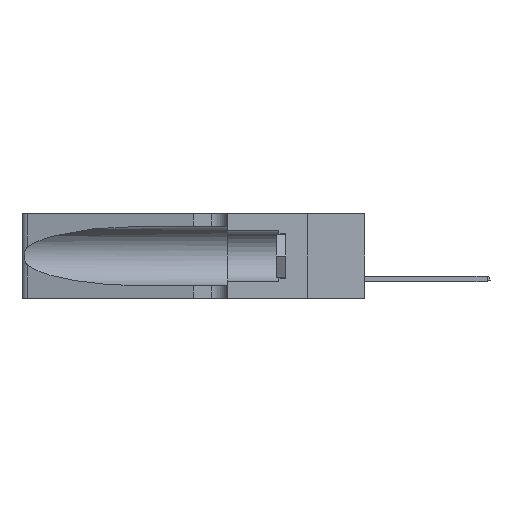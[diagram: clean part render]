
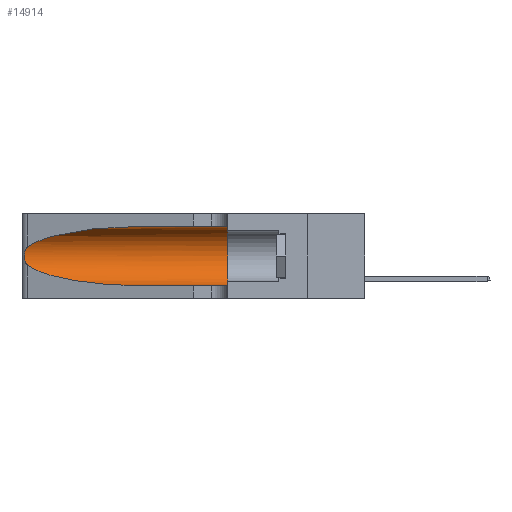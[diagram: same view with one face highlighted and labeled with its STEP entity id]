
A CAD part, left-side view. The second image highlights one B-rep face of the part: STEP entity #14914.
In plain terms, the highlighted cylindrical face has radius 3.308 mm (diameter 6.617 mm), a partial arc.
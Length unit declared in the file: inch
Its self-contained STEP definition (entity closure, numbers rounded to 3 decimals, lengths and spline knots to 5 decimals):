
#361 = CARTESIAN_POINT ( 'NONE',  ( 0.1305, 0.72297, 0.31525 ) ) ;
#617 = CARTESIAN_POINT ( 'NONE',  ( 0.25854, 1.2359, 0.20912 ) ) ;
#728 = CARTESIAN_POINT ( 'NONE',  ( 0.25487, 1.22718, 0.14631 ) ) ;
#1663 =( BOUNDED_CURVE ( )  B_SPLINE_CURVE ( 3, ( #20818, #11409, #27874, #25664 ),
 .UNSPECIFIED., .F., .T. ) 
 B_SPLINE_CURVE_WITH_KNOTS ( ( 4, 4 ),
 ( 3.44316, 4.71239 ),
 .UNSPECIFIED. ) 
 CURVE ( )  GEOMETRIC_REPRESENTATION_ITEM ( )  RATIONAL_B_SPLINE_CURVE ( ( 1., 0.87, 0.87, 1. ) ) 
 REPRESENTATION_ITEM ( '' )  );
#2669 = VERTEX_POINT ( 'NONE', #7206 ) ;
#2681 = CARTESIAN_POINT ( 'NONE',  ( 0.1305, 1.61858, 0.05475 ) ) ;
#2856 = AXIS2_PLACEMENT_3D ( 'NONE', #18826, #21458, #14633 ) ;
#2969 = CARTESIAN_POINT ( 'NONE',  ( 0.2373, 1.15595, 0.28018 ) ) ;
#3112 = CARTESIAN_POINT ( 'NONE',  ( 0.25789, 1.23486, 0.15765 ) ) ;
#3866 = EDGE_CURVE ( 'NONE', #24635, #27856, #28273, .T. ) ;
#4394 = VERTEX_POINT ( 'NONE', #21641 ) ;
#4901 = CARTESIAN_POINT ( 'NONE',  ( 0.25487, 1.22718, 0.14631 ) ) ;
#5138 = CARTESIAN_POINT ( 'NONE',  ( 0.18966, 0.96281, 0.31525 ) ) ;
#5532 = ORIENTED_EDGE ( 'NONE', *, *, #16410, .T. ) ;
#7206 = CARTESIAN_POINT ( 'NONE',  ( 0.1305, 0.35, 0.31525 ) ) ;
#7745 = CARTESIAN_POINT ( 'NONE',  ( 0.25639, 1.23186, 0.15144 ) ) ;
#8022 = CYLINDRICAL_SURFACE ( 'NONE', #14398, 0.13025 ) ;
#8079 = CARTESIAN_POINT ( 'NONE',  ( 0.25856, 1.23593, 0.16098 ) ) ;
#9799 = ORIENTED_EDGE ( 'NONE', *, *, #19525, .F. ) ;
#10131 = LINE ( 'NONE', #2681, #28317 ) ;
#10252 = CARTESIAN_POINT ( 'NONE',  ( 0.26075, 1.23896, 0.19203 ) ) ;
#10796 = DIRECTION ( 'NONE',  ( 0., 0., -1. ) ) ;
#11198 = EDGE_CURVE ( 'NONE', #2669, #14189, #18973, .T. ) ;
#11381 = ORIENTED_EDGE ( 'NONE', *, *, #3866, .T. ) ;
#11409 = CARTESIAN_POINT ( 'NONE',  ( 0.2373, 1.15595, 0.08982 ) ) ;
#11630 = EDGE_LOOP ( 'NONE', ( #5532, #11381, #11642, #16970, #12300, #9799 ) ) ;
#11642 = ORIENTED_EDGE ( 'NONE', *, *, #29660, .T. ) ;
#12300 = ORIENTED_EDGE ( 'NONE', *, *, #11198, .F. ) ;
#12458 = CARTESIAN_POINT ( 'NONE',  ( 0.26075, 1.23896, 0.178 ) ) ;
#12560 = CARTESIAN_POINT ( 'NONE',  ( 0.25555, 1.22993, 0.14849 ) ) ;
#12577 = CARTESIAN_POINT ( 'NONE',  ( 0.1305, 0.72297, 0.05475 ) ) ;
#12710 =( BOUNDED_CURVE ( )  B_SPLINE_CURVE ( 3, ( #361, #5138, #2969, #19582 ),
 .UNSPECIFIED., .F., .F. ) 
 B_SPLINE_CURVE_WITH_KNOTS ( ( 4, 4 ),
 ( 1.5708, 2.84003 ),
 .UNSPECIFIED. ) 
 CURVE ( )  GEOMETRIC_REPRESENTATION_ITEM ( )  RATIONAL_B_SPLINE_CURVE ( ( 1., 0.87, 0.87, 1. ) ) 
 REPRESENTATION_ITEM ( '' )  );
#12988 = CARTESIAN_POINT ( 'NONE',  ( 0.1305, 1.61858, 0.185 ) ) ;
#14189 = VERTEX_POINT ( 'NONE', #24490 ) ;
#14398 = AXIS2_PLACEMENT_3D ( 'NONE', #12988, #15343, #10796 ) ;
#14633 = DIRECTION ( 'NONE',  ( 0., 0., 1. ) ) ;
#14914 = ADVANCED_FACE ( 'NONE', ( #27733 ), #8022, .F. ) ;
#15015 = CARTESIAN_POINT ( 'NONE',  ( 0.25787, 1.23484, 0.2124 ) ) ;
#15120 = CARTESIAN_POINT ( 'NONE',  ( 0.26017, 1.23833, 0.17102 ) ) ;
#15343 = DIRECTION ( 'NONE',  ( 0., -1., 0. ) ) ;
#16410 = EDGE_CURVE ( 'NONE', #4394, #24635, #12710, .T. ) ;
#16803 = CARTESIAN_POINT ( 'NONE',  ( 0.25487, 1.22718, 0.22369 ) ) ;
#16970 = ORIENTED_EDGE ( 'NONE', *, *, #18927, .T. ) ;
#17201 = CARTESIAN_POINT ( 'NONE',  ( 0.25487, 1.22718, 0.22369 ) ) ;
#18826 = CARTESIAN_POINT ( 'NONE',  ( 0.1305, 0.35, 0.185 ) ) ;
#18927 = EDGE_CURVE ( 'NONE', #23365, #14189, #10131, .T. ) ;
#18973 = CIRCLE ( 'NONE', #2856, 0.13025 ) ;
#19014 = VECTOR ( 'NONE', #23783, 39.37008 ) ;
#19525 = EDGE_CURVE ( 'NONE', #4394, #2669, #26027, .T. ) ;
#19582 = CARTESIAN_POINT ( 'NONE',  ( 0.25487, 1.22718, 0.22369 ) ) ;
#19611 = CARTESIAN_POINT ( 'NONE',  ( 0.25555, 1.22994, 0.2215 ) ) ;
#20700 = DIRECTION ( 'NONE',  ( 0., -1., 0. ) ) ;
#20818 = CARTESIAN_POINT ( 'NONE',  ( 0.25487, 1.22718, 0.14631 ) ) ;
#21458 = DIRECTION ( 'NONE',  ( 0., 1., 0. ) ) ;
#21641 = CARTESIAN_POINT ( 'NONE',  ( 0.1305, 0.72297, 0.31525 ) ) ;
#21963 = CARTESIAN_POINT ( 'NONE',  ( 0.25639, 1.23184, 0.21858 ) ) ;
#23365 = VERTEX_POINT ( 'NONE', #12577 ) ;
#23783 = DIRECTION ( 'NONE',  ( 0., -1., 0. ) ) ;
#24490 = CARTESIAN_POINT ( 'NONE',  ( 0.1305, 0.35, 0.05475 ) ) ;
#24635 = VERTEX_POINT ( 'NONE', #16803 ) ;
#25664 = CARTESIAN_POINT ( 'NONE',  ( 0.1305, 0.72297, 0.05475 ) ) ;
#26027 = LINE ( 'NONE', #26365, #19014 ) ;
#26365 = CARTESIAN_POINT ( 'NONE',  ( 0.1305, 1.61858, 0.31525 ) ) ;
#26720 = CARTESIAN_POINT ( 'NONE',  ( 0.26018, 1.23835, 0.19895 ) ) ;
#27733 = FACE_OUTER_BOUND ( 'NONE', #11630, .T. ) ;
#27856 = VERTEX_POINT ( 'NONE', #4901 ) ;
#27874 = CARTESIAN_POINT ( 'NONE',  ( 0.18966, 0.96281, 0.05475 ) ) ;
#28273 = B_SPLINE_CURVE_WITH_KNOTS ( 'NONE', 3,
 ( #17201, #19611, #21963, #15015, #617, #26720, #10252, #12458, #15120, #8079, #3112, #7745, #12560, #728 ),
 .UNSPECIFIED., .F., .F.,
 ( 4, 2, 2, 2, 2, 2, 4 ),
 ( 0., 0.00027, 0.00053, 0.00107, 0.0016, 0.00187, 0.00214 ),
 .UNSPECIFIED. ) ;
#28317 = VECTOR ( 'NONE', #20700, 39.37008 ) ;
#29660 = EDGE_CURVE ( 'NONE', #27856, #23365, #1663, .T. ) ;
